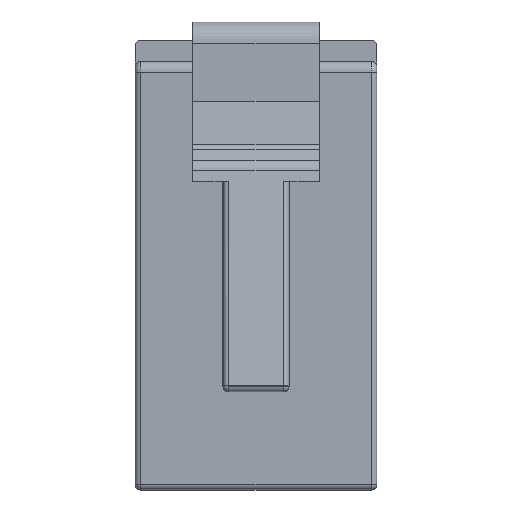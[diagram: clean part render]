
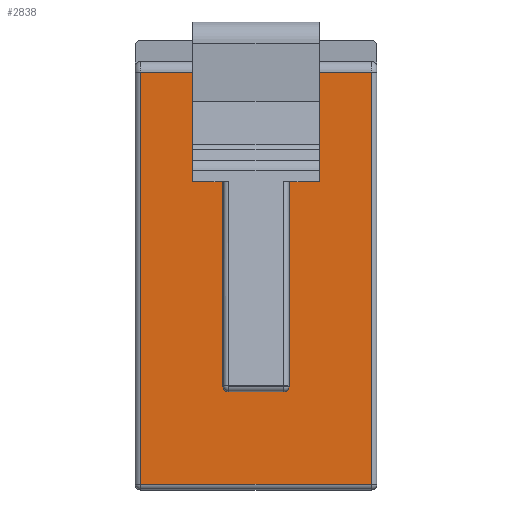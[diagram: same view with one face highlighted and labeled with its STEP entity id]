
A CAD part, top view. The second image highlights one B-rep face of the part: STEP entity #2838.
In plain terms, the highlighted planar face has unit normal (0, 0, 1).
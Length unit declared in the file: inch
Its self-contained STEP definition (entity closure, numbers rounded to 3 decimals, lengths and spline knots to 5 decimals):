
#21 = VECTOR ( 'NONE', #3140, 39.37008 ) ;
#62 = EDGE_CURVE ( 'NONE', #5554, #6448, #374, .T. ) ;
#65 = AXIS2_PLACEMENT_3D ( 'NONE', #1462, #6815, #3216 ) ;
#100 = VECTOR ( 'NONE', #7549, 39.37008 ) ;
#138 = ORIENTED_EDGE ( 'NONE', *, *, #1066, .T. ) ;
#349 = DIRECTION ( 'NONE',  ( 0., 1., 0. ) ) ;
#374 = LINE ( 'NONE', #6237, #21 ) ;
#608 = EDGE_CURVE ( 'NONE', #6328, #5554, #7297, .T. ) ;
#658 = CARTESIAN_POINT ( 'NONE',  ( 0.12, 0.365, 0.26 ) ) ;
#725 = LINE ( 'NONE', #3094, #5845 ) ;
#924 = ORIENTED_EDGE ( 'NONE', *, *, #7207, .T. ) ;
#1045 = CARTESIAN_POINT ( 'NONE',  ( 0.12, 0.303, 0.26 ) ) ;
#1066 = EDGE_CURVE ( 'NONE', #5406, #6328, #6866, .T. ) ;
#1288 = CARTESIAN_POINT ( 'NONE',  ( -0.2185, -0.415, 0.26 ) ) ;
#1462 = CARTESIAN_POINT ( 'NONE',  ( -0.2285, -0.425, 0.26 ) ) ;
#1609 = DIRECTION ( 'NONE',  ( -1., 0., 0. ) ) ;
#1681 = VERTEX_POINT ( 'NONE', #4903 ) ;
#1743 = CARTESIAN_POINT ( 'NONE',  ( -0.12, 0.303, 0.26 ) ) ;
#1785 = VECTOR ( 'NONE', #1609, 39.37008 ) ;
#1893 = VECTOR ( 'NONE', #2044, 39.37008 ) ;
#2044 = DIRECTION ( 'NONE',  ( 0., -1., 0. ) ) ;
#2083 = CARTESIAN_POINT ( 'NONE',  ( -0.2185, -0.425, 0.26 ) ) ;
#2146 = LINE ( 'NONE', #6253, #2465 ) ;
#2204 = CARTESIAN_POINT ( 'NONE',  ( -0.2185, 0.365, 0.26 ) ) ;
#2321 = ORIENTED_EDGE ( 'NONE', *, *, #5685, .T. ) ;
#2410 = VECTOR ( 'NONE', #3518, 39.37008 ) ;
#2418 = ORIENTED_EDGE ( 'NONE', *, *, #2937, .T. ) ;
#2465 = VECTOR ( 'NONE', #349, 39.37008 ) ;
#2838 = ADVANCED_FACE ( 'NONE', ( #6240 ), #5152, .T. ) ;
#2851 = DIRECTION ( 'NONE',  ( -1., 0., 0. ) ) ;
#2879 = LINE ( 'NONE', #658, #2410 ) ;
#2937 = EDGE_CURVE ( 'NONE', #3709, #4632, #2879, .T. ) ;
#2943 = ORIENTED_EDGE ( 'NONE', *, *, #4063, .F. ) ;
#2968 = LINE ( 'NONE', #1045, #5382 ) ;
#3066 = DIRECTION ( 'NONE',  ( 0., 1., 0. ) ) ;
#3094 = CARTESIAN_POINT ( 'NONE',  ( 0.12, 0.303, 0.26 ) ) ;
#3140 = DIRECTION ( 'NONE',  ( 1., 0., 0. ) ) ;
#3216 = DIRECTION ( 'NONE',  ( 1., 0., 0. ) ) ;
#3435 = CARTESIAN_POINT ( 'NONE',  ( 0.12, 0.365, 0.26 ) ) ;
#3518 = DIRECTION ( 'NONE',  ( -1., 0., 0. ) ) ;
#3709 = VERTEX_POINT ( 'NONE', #5550 ) ;
#4063 = EDGE_CURVE ( 'NONE', #1681, #4632, #725, .T. ) ;
#4402 = ORIENTED_EDGE ( 'NONE', *, *, #608, .T. ) ;
#4632 = VERTEX_POINT ( 'NONE', #3435 ) ;
#4633 = CARTESIAN_POINT ( 'NONE',  ( -0.12, 0.365, 0.26 ) ) ;
#4709 = CARTESIAN_POINT ( 'NONE',  ( 0.2185, -0.415, 0.26 ) ) ;
#4819 = EDGE_CURVE ( 'NONE', #5057, #5406, #5934, .T. ) ;
#4903 = CARTESIAN_POINT ( 'NONE',  ( 0.12, 0.303, 0.26 ) ) ;
#5057 = VERTEX_POINT ( 'NONE', #7531 ) ;
#5152 = PLANE ( 'NONE',  #65 ) ;
#5382 = VECTOR ( 'NONE', #2851, 39.37008 ) ;
#5406 = VERTEX_POINT ( 'NONE', #4633 ) ;
#5550 = CARTESIAN_POINT ( 'NONE',  ( 0.2185, 0.365, 0.26 ) ) ;
#5554 = VERTEX_POINT ( 'NONE', #1288 ) ;
#5685 = EDGE_CURVE ( 'NONE', #1681, #5057, #2968, .T. ) ;
#5833 = ORIENTED_EDGE ( 'NONE', *, *, #4819, .T. ) ;
#5845 = VECTOR ( 'NONE', #3066, 39.37008 ) ;
#5934 = LINE ( 'NONE', #1743, #100 ) ;
#5955 = EDGE_LOOP ( 'NONE', ( #138, #4402, #7376, #924, #2418, #2943, #2321, #5833 ) ) ;
#6237 = CARTESIAN_POINT ( 'NONE',  ( 0.2285, -0.415, 0.26 ) ) ;
#6240 = FACE_OUTER_BOUND ( 'NONE', #5955, .T. ) ;
#6253 = CARTESIAN_POINT ( 'NONE',  ( 0.2185, 0.365, 0.26 ) ) ;
#6328 = VERTEX_POINT ( 'NONE', #2204 ) ;
#6448 = VERTEX_POINT ( 'NONE', #4709 ) ;
#6815 = DIRECTION ( 'NONE',  ( 0., 0., 1. ) ) ;
#6866 = LINE ( 'NONE', #6900, #1785 ) ;
#6900 = CARTESIAN_POINT ( 'NONE',  ( -0.2285, 0.365, 0.26 ) ) ;
#7207 = EDGE_CURVE ( 'NONE', #6448, #3709, #2146, .T. ) ;
#7297 = LINE ( 'NONE', #2083, #1893 ) ;
#7376 = ORIENTED_EDGE ( 'NONE', *, *, #62, .T. ) ;
#7531 = CARTESIAN_POINT ( 'NONE',  ( -0.12, 0.303, 0.26 ) ) ;
#7549 = DIRECTION ( 'NONE',  ( 0., 1., 0. ) ) ;
